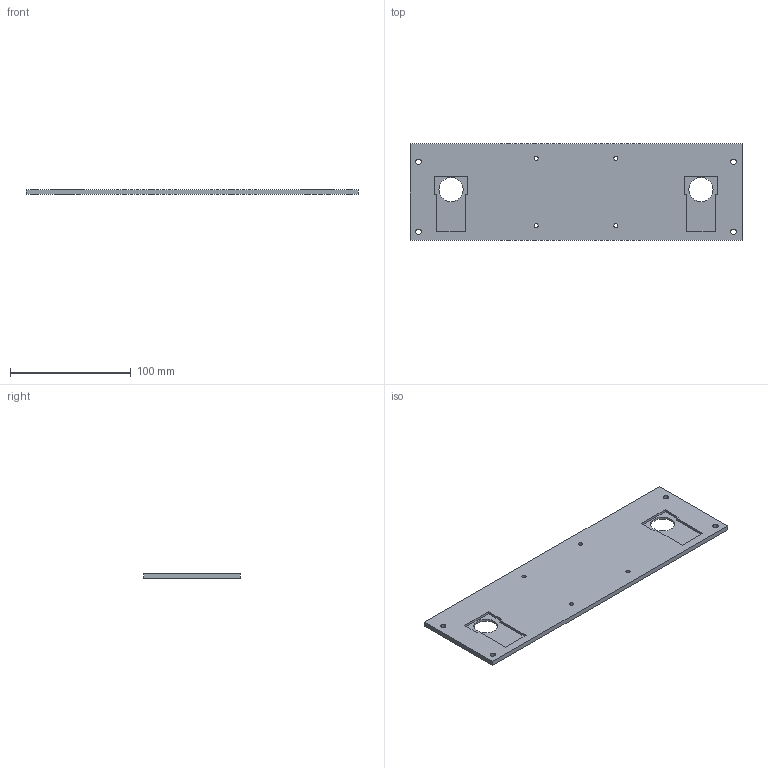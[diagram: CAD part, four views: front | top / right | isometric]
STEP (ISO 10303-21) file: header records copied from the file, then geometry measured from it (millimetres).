
FILE_DESCRIPTION(/* description */ (''),/* implementation_level */ '2;1');
FILE_NAME(/* name */ 'Roof Front.prt.step',/* time_stamp */ '2021-10-25T16:26:53+01:00',/* author */ (''),/* organization */ (''),/* preprocessor_version */ 'ST-DEVELOPER v15',/* originating_system */ 'SIEMENS PLM Software NX 9.0',/* authorisation */ '');
FILE_SCHEMA (('AUTOMOTIVE_DESIGN { 1 0 10303 214 3 1 1 1 }'));
Length unit declared in the file: millimetre
Products named in the file (1): Roof Front
Bounding box: 275 x 80 x 4 mm (x, y, z)
Volume: 81679 mm3; surface area: 46624.6 mm2
Topology: 1 solids, 1 shells, 34 faces, 98 edges, 68 vertices
Faces by surface type: plane 24, cylinder 10
Full cylindrical faces by diameter (mm): 3.5 x4, 4.5 x4, 20 x2
Entity records: 1068 total; most frequent: CARTESIAN_POINT 175, DIRECTION 170, ORIENTED_EDGE 160, EDGE_CURVE 80, EDGE_LOOP 66, LINE 60, VECTOR 60, VERTEX_POINT 60
